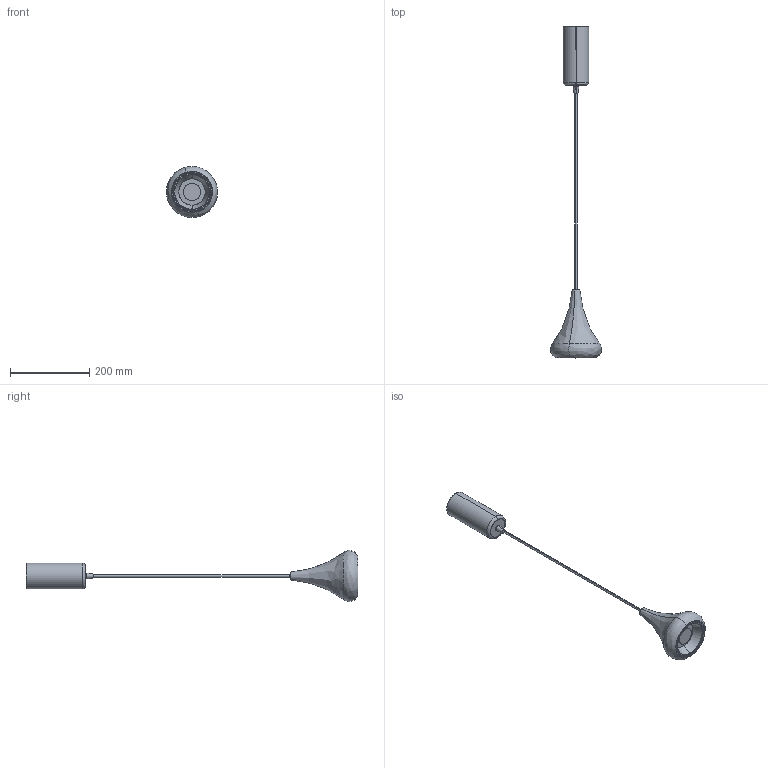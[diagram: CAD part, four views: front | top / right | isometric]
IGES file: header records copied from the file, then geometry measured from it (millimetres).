
Start section: SolidWorks IGES file using analytic representation for surfaces
Global section: file name: 00-5346V1-.IGS; native system: SolidWorks 2016; preprocessor: SolidWorks 2016; author: jrosell; date: 170802.125056; units: millimetre
Bounding box: 128.62 x 840 x 129.61 mm (x, y, z)
Surface area: 103203.7 mm2 (no closed solid volume)
Topology: 0 solids, 0 shells, 35 faces, 840 edges, 840 vertices
Faces by surface type: bspline 21, revolution 14
